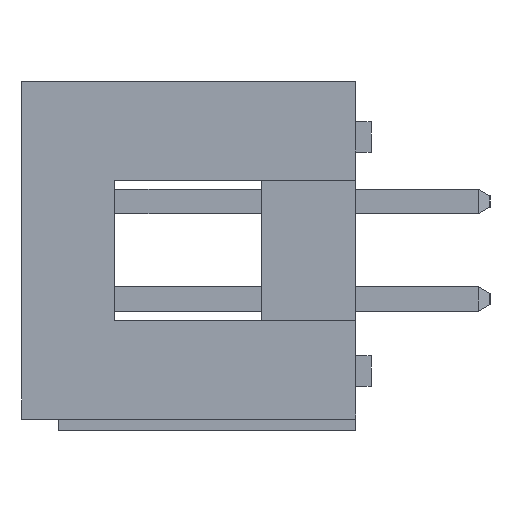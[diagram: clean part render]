
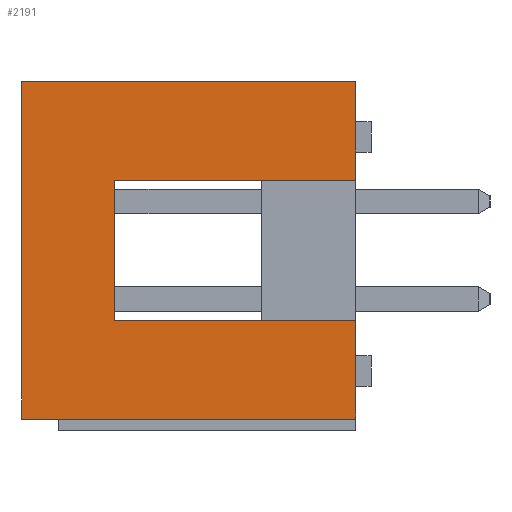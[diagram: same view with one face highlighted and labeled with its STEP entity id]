
A CAD part, left-side view. The second image highlights one B-rep face of the part: STEP entity #2191.
In plain terms, the highlighted planar face has unit normal (-1, 0, 0).
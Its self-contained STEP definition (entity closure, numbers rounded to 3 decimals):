
#64 = VECTOR ( 'NONE', #5358, 1000. ) ;
#244 = VERTEX_POINT ( 'NONE', #3855 ) ;
#406 = VERTEX_POINT ( 'NONE', #1660 ) ;
#492 = VERTEX_POINT ( 'NONE', #2325 ) ;
#498 = ORIENTED_EDGE ( 'NONE', *, *, #2679, .T. ) ;
#513 = ORIENTED_EDGE ( 'NONE', *, *, #2374, .T. ) ;
#516 = DIRECTION ( 'NONE',  ( 0., 0., -1. ) ) ;
#618 = LINE ( 'NONE', #6024, #6338 ) ;
#641 = CARTESIAN_POINT ( 'NONE',  ( -20.32, -4.35, -4.4 ) ) ;
#835 = EDGE_CURVE ( 'NONE', #244, #6613, #4986, .T. ) ;
#896 = FACE_OUTER_BOUND ( 'NONE', #6826, .T. ) ;
#1182 = VERTEX_POINT ( 'NONE', #641 ) ;
#1439 = VECTOR ( 'NONE', #6198, 1000. ) ;
#1491 = VERTEX_POINT ( 'NONE', #1675 ) ;
#1546 = ORIENTED_EDGE ( 'NONE', *, *, #4781, .F. ) ;
#1660 = CARTESIAN_POINT ( 'NONE',  ( -20.32, 1.95, 1.825 ) ) ;
#1675 = CARTESIAN_POINT ( 'NONE',  ( -20.32, 1.95, -1.825 ) ) ;
#1787 = VECTOR ( 'NONE', #3674, 1000. ) ;
#1804 = LINE ( 'NONE', #3265, #2570 ) ;
#1939 = ORIENTED_EDGE ( 'NONE', *, *, #835, .F. ) ;
#2050 = EDGE_CURVE ( 'NONE', #1182, #492, #1804, .T. ) ;
#2130 = LINE ( 'NONE', #7038, #1787 ) ;
#2191 = ADVANCED_FACE ( 'NONE', ( #896 ), #3840, .F. ) ;
#2325 = CARTESIAN_POINT ( 'NONE',  ( -20.32, 4.35, -4.4 ) ) ;
#2374 = EDGE_CURVE ( 'NONE', #406, #3403, #3455, .T. ) ;
#2504 = CARTESIAN_POINT ( 'NONE',  ( -20.32, 1.95, -1.825 ) ) ;
#2570 = VECTOR ( 'NONE', #3765, 1000. ) ;
#2679 = EDGE_CURVE ( 'NONE', #1491, #406, #2130, .T. ) ;
#3005 = VECTOR ( 'NONE', #5423, 1000. ) ;
#3054 = DIRECTION ( 'NONE',  ( 0., 1., 0. ) ) ;
#3064 = VECTOR ( 'NONE', #6436, 1000. ) ;
#3145 = AXIS2_PLACEMENT_3D ( 'NONE', #6662, #5543, #3387 ) ;
#3195 = LINE ( 'NONE', #3244, #64 ) ;
#3244 = CARTESIAN_POINT ( 'NONE',  ( -20.32, 4.35, 4.4 ) ) ;
#3265 = CARTESIAN_POINT ( 'NONE',  ( -20.32, 4.35, -4.4 ) ) ;
#3387 = DIRECTION ( 'NONE',  ( 0., 0., -1. ) ) ;
#3403 = VERTEX_POINT ( 'NONE', #5526 ) ;
#3455 = LINE ( 'NONE', #4093, #1439 ) ;
#3499 = CARTESIAN_POINT ( 'NONE',  ( -20.32, -4.35, -1.825 ) ) ;
#3627 = LINE ( 'NONE', #2504, #3698 ) ;
#3666 = ORIENTED_EDGE ( 'NONE', *, *, #3714, .F. ) ;
#3674 = DIRECTION ( 'NONE',  ( 0., 0., 1. ) ) ;
#3698 = VECTOR ( 'NONE', #3054, 1000. ) ;
#3713 = CARTESIAN_POINT ( 'NONE',  ( -20.32, 4.35, 4.4 ) ) ;
#3714 = EDGE_CURVE ( 'NONE', #492, #244, #3195, .T. ) ;
#3765 = DIRECTION ( 'NONE',  ( 0., 1., 0. ) ) ;
#3840 = PLANE ( 'NONE',  #3145 ) ;
#3855 = CARTESIAN_POINT ( 'NONE',  ( -20.32, 4.35, 4.4 ) ) ;
#3964 = CARTESIAN_POINT ( 'NONE',  ( -20.32, -4.35, 4.4 ) ) ;
#4093 = CARTESIAN_POINT ( 'NONE',  ( -20.32, -4.35, 1.825 ) ) ;
#4238 = EDGE_CURVE ( 'NONE', #4532, #1491, #3627, .T. ) ;
#4511 = ORIENTED_EDGE ( 'NONE', *, *, #6733, .F. ) ;
#4532 = VERTEX_POINT ( 'NONE', #3499 ) ;
#4781 = EDGE_CURVE ( 'NONE', #6613, #3403, #618, .T. ) ;
#4986 = LINE ( 'NONE', #3713, #3005 ) ;
#5291 = LINE ( 'NONE', #5318, #3064 ) ;
#5318 = CARTESIAN_POINT ( 'NONE',  ( -20.32, -4.35, 4.4 ) ) ;
#5358 = DIRECTION ( 'NONE',  ( 0., 0., 1. ) ) ;
#5423 = DIRECTION ( 'NONE',  ( 0., -1., 0. ) ) ;
#5433 = ORIENTED_EDGE ( 'NONE', *, *, #2050, .F. ) ;
#5526 = CARTESIAN_POINT ( 'NONE',  ( -20.32, -4.35, 1.825 ) ) ;
#5543 = DIRECTION ( 'NONE',  ( 1., 0., 0. ) ) ;
#6024 = CARTESIAN_POINT ( 'NONE',  ( -20.32, -4.35, 4.4 ) ) ;
#6198 = DIRECTION ( 'NONE',  ( 0., -1., 0. ) ) ;
#6338 = VECTOR ( 'NONE', #516, 1000. ) ;
#6351 = ORIENTED_EDGE ( 'NONE', *, *, #4238, .T. ) ;
#6436 = DIRECTION ( 'NONE',  ( 0., 0., -1. ) ) ;
#6613 = VERTEX_POINT ( 'NONE', #3964 ) ;
#6662 = CARTESIAN_POINT ( 'NONE',  ( -20.32, -4.35, 4.4 ) ) ;
#6733 = EDGE_CURVE ( 'NONE', #4532, #1182, #5291, .T. ) ;
#6826 = EDGE_LOOP ( 'NONE', ( #6351, #498, #513, #1546, #1939, #3666, #5433, #4511 ) ) ;
#7038 = CARTESIAN_POINT ( 'NONE',  ( -20.32, 1.95, 1.825 ) ) ;
